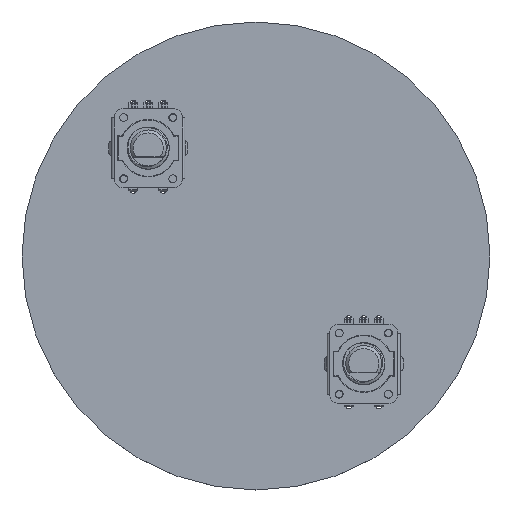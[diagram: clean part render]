
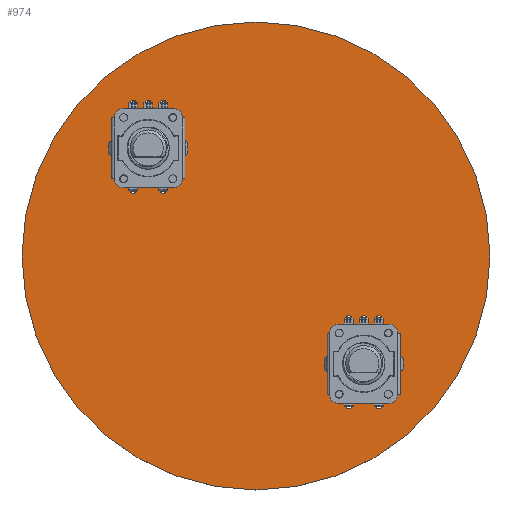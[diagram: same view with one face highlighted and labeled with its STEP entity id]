
A CAD part, top view. The second image highlights one B-rep face of the part: STEP entity #974.
In plain terms, the highlighted planar face has unit normal (0, 0, 1).
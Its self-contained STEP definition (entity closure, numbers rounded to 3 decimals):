
#43 = VERTEX_POINT('',#44);
#44 = CARTESIAN_POINT('',(39.,0.,1.646));
#50 = EDGE_CURVE('',#43,#43,#51,.T.);
#51 = CIRCLE('',#52,39.);
#52 = AXIS2_PLACEMENT_3D('',#53,#54,#55);
#53 = CARTESIAN_POINT('',(0.,0.,1.646));
#54 = DIRECTION('',(0.,0.,1.));
#55 = DIRECTION('',(1.,0.,0.));
#76 = VERTEX_POINT('',#77);
#77 = CARTESIAN_POINT('',(-24.563,18.463,1.646));
#83 = EDGE_CURVE('',#76,#84,#86,.T.);
#84 = VERTEX_POINT('',#85);
#85 = CARTESIAN_POINT('',(-24.563,17.463,1.646));
#86 = LINE('',#87,#88);
#87 = CARTESIAN_POINT('',(-24.563,18.463,1.646));
#88 = VECTOR('',#89,1.);
#89 = DIRECTION('',(0.,-1.,0.));
#114 = EDGE_CURVE('',#84,#115,#117,.T.);
#115 = VERTEX_POINT('',#116);
#116 = CARTESIAN_POINT('',(-22.763,17.463,1.646));
#117 = CIRCLE('',#118,0.9);
#118 = AXIS2_PLACEMENT_3D('',#119,#120,#121);
#119 = CARTESIAN_POINT('',(-23.663,17.463,1.646));
#120 = DIRECTION('',(0.,0.,1.));
#121 = DIRECTION('',(-1.,0.,0.));
#147 = EDGE_CURVE('',#115,#148,#150,.T.);
#148 = VERTEX_POINT('',#149);
#149 = CARTESIAN_POINT('',(-22.763,18.463,1.646));
#150 = LINE('',#151,#152);
#151 = CARTESIAN_POINT('',(-22.763,17.463,1.646));
#152 = VECTOR('',#153,1.);
#153 = DIRECTION('',(0.,1.,0.));
#178 = EDGE_CURVE('',#148,#76,#179,.T.);
#179 = CIRCLE('',#180,0.9);
#180 = AXIS2_PLACEMENT_3D('',#181,#182,#183);
#181 = CARTESIAN_POINT('',(-23.663,18.463,1.646));
#182 = DIRECTION('',(0.,0.,1.));
#183 = DIRECTION('',(1.,0.,0.));
#204 = VERTEX_POINT('',#205);
#205 = CARTESIAN_POINT('',(-14.963,10.963,1.646));
#211 = EDGE_CURVE('',#204,#204,#212,.T.);
#212 = CIRCLE('',#213,0.5);
#213 = AXIS2_PLACEMENT_3D('',#214,#215,#216);
#214 = CARTESIAN_POINT('',(-15.463,10.963,1.646));
#215 = DIRECTION('',(0.,0.,1.));
#216 = DIRECTION('',(1.,0.,0.));
#237 = VERTEX_POINT('',#238);
#238 = CARTESIAN_POINT('',(-19.963,10.963,1.646));
#244 = EDGE_CURVE('',#237,#237,#245,.T.);
#245 = CIRCLE('',#246,0.5);
#246 = AXIS2_PLACEMENT_3D('',#247,#248,#249);
#247 = CARTESIAN_POINT('',(-20.463,10.963,1.646));
#248 = DIRECTION('',(0.,0.,1.));
#249 = DIRECTION('',(1.,0.,0.));
#270 = VERTEX_POINT('',#271);
#271 = CARTESIAN_POINT('',(-17.463,25.463,1.646));
#277 = EDGE_CURVE('',#270,#270,#278,.T.);
#278 = CIRCLE('',#279,0.5);
#279 = AXIS2_PLACEMENT_3D('',#280,#281,#282);
#280 = CARTESIAN_POINT('',(-17.963,25.463,1.646));
#281 = DIRECTION('',(0.,0.,1.));
#282 = DIRECTION('',(1.,0.,0.));
#303 = VERTEX_POINT('',#304);
#304 = CARTESIAN_POINT('',(-19.963,25.463,1.646));
#310 = EDGE_CURVE('',#303,#303,#311,.T.);
#311 = CIRCLE('',#312,0.5);
#312 = AXIS2_PLACEMENT_3D('',#313,#314,#315);
#313 = CARTESIAN_POINT('',(-20.463,25.463,1.646));
#314 = DIRECTION('',(0.,0.,1.));
#315 = DIRECTION('',(1.,0.,0.));
#336 = VERTEX_POINT('',#337);
#337 = CARTESIAN_POINT('',(-13.163,18.463,1.646));
#343 = EDGE_CURVE('',#336,#344,#346,.T.);
#344 = VERTEX_POINT('',#345);
#345 = CARTESIAN_POINT('',(-13.163,17.463,1.646));
#346 = LINE('',#347,#348);
#347 = CARTESIAN_POINT('',(-13.163,18.463,1.646));
#348 = VECTOR('',#349,1.);
#349 = DIRECTION('',(0.,-1.,0.));
#374 = EDGE_CURVE('',#344,#375,#377,.T.);
#375 = VERTEX_POINT('',#376);
#376 = CARTESIAN_POINT('',(-11.363,17.463,1.646));
#377 = CIRCLE('',#378,0.9);
#378 = AXIS2_PLACEMENT_3D('',#379,#380,#381);
#379 = CARTESIAN_POINT('',(-12.263,17.463,1.646));
#380 = DIRECTION('',(0.,0.,1.));
#381 = DIRECTION('',(-1.,0.,0.));
#407 = EDGE_CURVE('',#375,#408,#410,.T.);
#408 = VERTEX_POINT('',#409);
#409 = CARTESIAN_POINT('',(-11.363,18.463,1.646));
#410 = LINE('',#411,#412);
#411 = CARTESIAN_POINT('',(-11.363,17.463,1.646));
#412 = VECTOR('',#413,1.);
#413 = DIRECTION('',(0.,1.,0.));
#438 = EDGE_CURVE('',#408,#336,#439,.T.);
#439 = CIRCLE('',#440,0.9);
#440 = AXIS2_PLACEMENT_3D('',#441,#442,#443);
#441 = CARTESIAN_POINT('',(-12.263,18.463,1.646));
#442 = DIRECTION('',(0.,0.,1.));
#443 = DIRECTION('',(1.,0.,0.));
#464 = VERTEX_POINT('',#465);
#465 = CARTESIAN_POINT('',(-14.963,25.463,1.646));
#471 = EDGE_CURVE('',#464,#464,#472,.T.);
#472 = CIRCLE('',#473,0.5);
#473 = AXIS2_PLACEMENT_3D('',#474,#475,#476);
#474 = CARTESIAN_POINT('',(-15.463,25.463,1.646));
#475 = DIRECTION('',(0.,0.,1.));
#476 = DIRECTION('',(1.,0.,0.));
#497 = VERTEX_POINT('',#498);
#498 = CARTESIAN_POINT('',(11.363,-17.463,1.646));
#504 = EDGE_CURVE('',#497,#505,#507,.T.);
#505 = VERTEX_POINT('',#506);
#506 = CARTESIAN_POINT('',(11.363,-18.463,1.646));
#507 = LINE('',#508,#509);
#508 = CARTESIAN_POINT('',(11.363,-17.463,1.646));
#509 = VECTOR('',#510,1.);
#510 = DIRECTION('',(0.,-1.,0.));
#535 = EDGE_CURVE('',#505,#536,#538,.T.);
#536 = VERTEX_POINT('',#537);
#537 = CARTESIAN_POINT('',(13.163,-18.463,1.646));
#538 = CIRCLE('',#539,0.9);
#539 = AXIS2_PLACEMENT_3D('',#540,#541,#542);
#540 = CARTESIAN_POINT('',(12.263,-18.463,1.646));
#541 = DIRECTION('',(0.,0.,1.));
#542 = DIRECTION('',(-1.,0.,0.));
#568 = EDGE_CURVE('',#536,#569,#571,.T.);
#569 = VERTEX_POINT('',#570);
#570 = CARTESIAN_POINT('',(13.163,-17.463,1.646));
#571 = LINE('',#572,#573);
#572 = CARTESIAN_POINT('',(13.163,-18.463,1.646));
#573 = VECTOR('',#574,1.);
#574 = DIRECTION('',(0.,1.,0.));
#599 = EDGE_CURVE('',#569,#497,#600,.T.);
#600 = CIRCLE('',#601,0.9);
#601 = AXIS2_PLACEMENT_3D('',#602,#603,#604);
#602 = CARTESIAN_POINT('',(12.263,-17.463,1.646));
#603 = DIRECTION('',(0.,0.,1.));
#604 = DIRECTION('',(1.,0.,0.));
#625 = VERTEX_POINT('',#626);
#626 = CARTESIAN_POINT('',(20.963,-24.963,1.646));
#632 = EDGE_CURVE('',#625,#625,#633,.T.);
#633 = CIRCLE('',#634,0.5);
#634 = AXIS2_PLACEMENT_3D('',#635,#636,#637);
#635 = CARTESIAN_POINT('',(20.463,-24.963,1.646));
#636 = DIRECTION('',(0.,0.,1.));
#637 = DIRECTION('',(1.,0.,0.));
#658 = VERTEX_POINT('',#659);
#659 = CARTESIAN_POINT('',(15.963,-24.963,1.646));
#665 = EDGE_CURVE('',#658,#658,#666,.T.);
#666 = CIRCLE('',#667,0.5);
#667 = AXIS2_PLACEMENT_3D('',#668,#669,#670);
#668 = CARTESIAN_POINT('',(15.463,-24.963,1.646));
#669 = DIRECTION('',(0.,0.,1.));
#670 = DIRECTION('',(1.,0.,0.));
#691 = VERTEX_POINT('',#692);
#692 = CARTESIAN_POINT('',(18.463,-10.463,1.646));
#698 = EDGE_CURVE('',#691,#691,#699,.T.);
#699 = CIRCLE('',#700,0.5);
#700 = AXIS2_PLACEMENT_3D('',#701,#702,#703);
#701 = CARTESIAN_POINT('',(17.963,-10.463,1.646));
#702 = DIRECTION('',(0.,0.,1.));
#703 = DIRECTION('',(1.,0.,0.));
#724 = VERTEX_POINT('',#725);
#725 = CARTESIAN_POINT('',(15.963,-10.463,1.646));
#731 = EDGE_CURVE('',#724,#724,#732,.T.);
#732 = CIRCLE('',#733,0.5);
#733 = AXIS2_PLACEMENT_3D('',#734,#735,#736);
#734 = CARTESIAN_POINT('',(15.463,-10.463,1.646));
#735 = DIRECTION('',(0.,0.,1.));
#736 = DIRECTION('',(1.,0.,0.));
#757 = VERTEX_POINT('',#758);
#758 = CARTESIAN_POINT('',(22.763,-17.463,1.646));
#764 = EDGE_CURVE('',#757,#765,#767,.T.);
#765 = VERTEX_POINT('',#766);
#766 = CARTESIAN_POINT('',(22.763,-18.463,1.646));
#767 = LINE('',#768,#769);
#768 = CARTESIAN_POINT('',(22.763,-17.463,1.646));
#769 = VECTOR('',#770,1.);
#770 = DIRECTION('',(0.,-1.,0.));
#795 = EDGE_CURVE('',#765,#796,#798,.T.);
#796 = VERTEX_POINT('',#797);
#797 = CARTESIAN_POINT('',(24.563,-18.463,1.646));
#798 = CIRCLE('',#799,0.9);
#799 = AXIS2_PLACEMENT_3D('',#800,#801,#802);
#800 = CARTESIAN_POINT('',(23.663,-18.463,1.646));
#801 = DIRECTION('',(0.,0.,1.));
#802 = DIRECTION('',(-1.,0.,0.));
#828 = EDGE_CURVE('',#796,#829,#831,.T.);
#829 = VERTEX_POINT('',#830);
#830 = CARTESIAN_POINT('',(24.563,-17.463,1.646));
#831 = LINE('',#832,#833);
#832 = CARTESIAN_POINT('',(24.563,-18.463,1.646));
#833 = VECTOR('',#834,1.);
#834 = DIRECTION('',(0.,1.,0.));
#859 = EDGE_CURVE('',#829,#757,#860,.T.);
#860 = CIRCLE('',#861,0.9);
#861 = AXIS2_PLACEMENT_3D('',#862,#863,#864);
#862 = CARTESIAN_POINT('',(23.663,-17.463,1.646));
#863 = DIRECTION('',(0.,0.,1.));
#864 = DIRECTION('',(1.,0.,0.));
#885 = VERTEX_POINT('',#886);
#886 = CARTESIAN_POINT('',(20.963,-10.463,1.646));
#892 = EDGE_CURVE('',#885,#885,#893,.T.);
#893 = CIRCLE('',#894,0.5);
#894 = AXIS2_PLACEMENT_3D('',#895,#896,#897);
#895 = CARTESIAN_POINT('',(20.463,-10.463,1.646));
#896 = DIRECTION('',(0.,0.,1.));
#897 = DIRECTION('',(1.,0.,0.));
#974 = ADVANCED_FACE('',(#975,#978,#984,#987,#990,#993,#996,#1002,#1005,
    #1011,#1014,#1017,#1020,#1023,#1029),#1032,.F.);
#975 = FACE_BOUND('',#976,.T.);
#976 = EDGE_LOOP('',(#977));
#977 = ORIENTED_EDGE('',*,*,#50,.T.);
#978 = FACE_BOUND('',#979,.F.);
#979 = EDGE_LOOP('',(#980,#981,#982,#983));
#980 = ORIENTED_EDGE('',*,*,#83,.T.);
#981 = ORIENTED_EDGE('',*,*,#114,.T.);
#982 = ORIENTED_EDGE('',*,*,#147,.T.);
#983 = ORIENTED_EDGE('',*,*,#178,.T.);
#984 = FACE_BOUND('',#985,.F.);
#985 = EDGE_LOOP('',(#986));
#986 = ORIENTED_EDGE('',*,*,#211,.T.);
#987 = FACE_BOUND('',#988,.F.);
#988 = EDGE_LOOP('',(#989));
#989 = ORIENTED_EDGE('',*,*,#244,.T.);
#990 = FACE_BOUND('',#991,.F.);
#991 = EDGE_LOOP('',(#992));
#992 = ORIENTED_EDGE('',*,*,#277,.T.);
#993 = FACE_BOUND('',#994,.F.);
#994 = EDGE_LOOP('',(#995));
#995 = ORIENTED_EDGE('',*,*,#310,.T.);
#996 = FACE_BOUND('',#997,.F.);
#997 = EDGE_LOOP('',(#998,#999,#1000,#1001));
#998 = ORIENTED_EDGE('',*,*,#343,.T.);
#999 = ORIENTED_EDGE('',*,*,#374,.T.);
#1000 = ORIENTED_EDGE('',*,*,#407,.T.);
#1001 = ORIENTED_EDGE('',*,*,#438,.T.);
#1002 = FACE_BOUND('',#1003,.F.);
#1003 = EDGE_LOOP('',(#1004));
#1004 = ORIENTED_EDGE('',*,*,#471,.T.);
#1005 = FACE_BOUND('',#1006,.F.);
#1006 = EDGE_LOOP('',(#1007,#1008,#1009,#1010));
#1007 = ORIENTED_EDGE('',*,*,#504,.T.);
#1008 = ORIENTED_EDGE('',*,*,#535,.T.);
#1009 = ORIENTED_EDGE('',*,*,#568,.T.);
#1010 = ORIENTED_EDGE('',*,*,#599,.T.);
#1011 = FACE_BOUND('',#1012,.F.);
#1012 = EDGE_LOOP('',(#1013));
#1013 = ORIENTED_EDGE('',*,*,#632,.T.);
#1014 = FACE_BOUND('',#1015,.F.);
#1015 = EDGE_LOOP('',(#1016));
#1016 = ORIENTED_EDGE('',*,*,#665,.T.);
#1017 = FACE_BOUND('',#1018,.F.);
#1018 = EDGE_LOOP('',(#1019));
#1019 = ORIENTED_EDGE('',*,*,#698,.T.);
#1020 = FACE_BOUND('',#1021,.F.);
#1021 = EDGE_LOOP('',(#1022));
#1022 = ORIENTED_EDGE('',*,*,#731,.T.);
#1023 = FACE_BOUND('',#1024,.F.);
#1024 = EDGE_LOOP('',(#1025,#1026,#1027,#1028));
#1025 = ORIENTED_EDGE('',*,*,#764,.T.);
#1026 = ORIENTED_EDGE('',*,*,#795,.T.);
#1027 = ORIENTED_EDGE('',*,*,#828,.T.);
#1028 = ORIENTED_EDGE('',*,*,#859,.T.);
#1029 = FACE_BOUND('',#1030,.F.);
#1030 = EDGE_LOOP('',(#1031));
#1031 = ORIENTED_EDGE('',*,*,#892,.T.);
#1032 = PLANE('',#1033);
#1033 = AXIS2_PLACEMENT_3D('',#1034,#1035,#1036);
#1034 = CARTESIAN_POINT('',(39.,0.,1.646));
#1035 = DIRECTION('',(0.,0.,-1.));
#1036 = DIRECTION('',(-1.,0.,0.));
